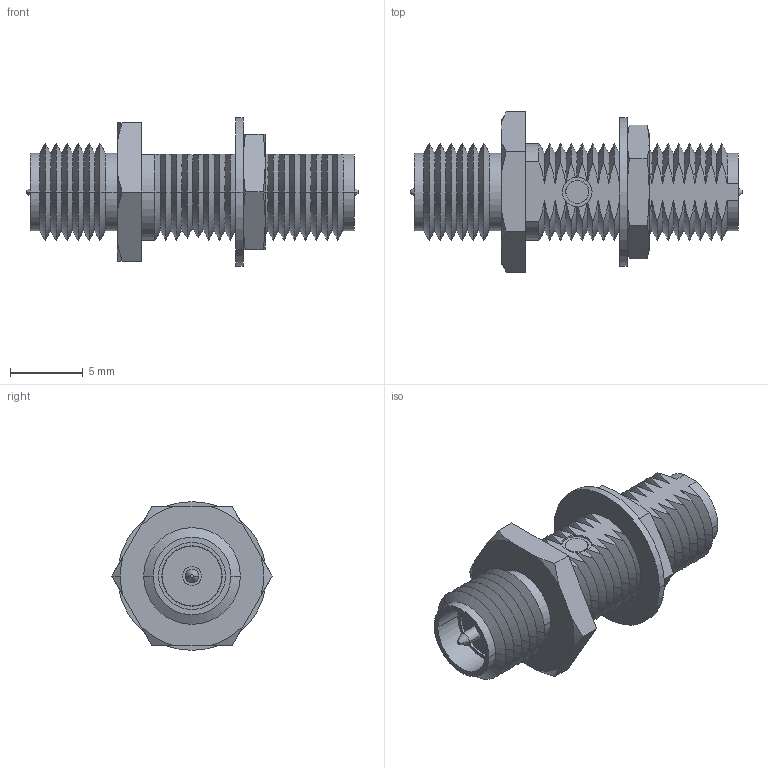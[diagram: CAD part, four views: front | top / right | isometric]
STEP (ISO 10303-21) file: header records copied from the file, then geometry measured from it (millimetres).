
FILE_DESCRIPTION (( 'STEP AP203' ), '1' );
FILE_NAME ('LCAD9593_3D.STEP', '2022-08-24T21:29:23', ( '' ), ( '' ), 'SwSTEP 2.0', 'SolidWorks 2021', '' );
FILE_SCHEMA (( 'CONFIG_CONTROL_DESIGN' ));
Length unit declared in the file: inch
Products named in the file (1): LCAD9593_3D
Bounding box: 22.79 x 11 x 10.21 mm (x, y, z)
Volume: 677.1 mm3; surface area: 1844.6 mm2
Topology: 6 solids, 6 shells, 297 faces, 713 edges, 433 vertices
Faces by surface type: cone 144, cylinder 107, plane 43, bspline 3
Entity records: 9795 total; most frequent: CARTESIAN_POINT 2946, ORIENTED_EDGE 1426, DIRECTION 1420, EDGE_CURVE 713, AXIS2_PLACEMENT_3D 589, VERTEX_POINT 433, EDGE_LOOP 318, ADVANCED_FACE 297
